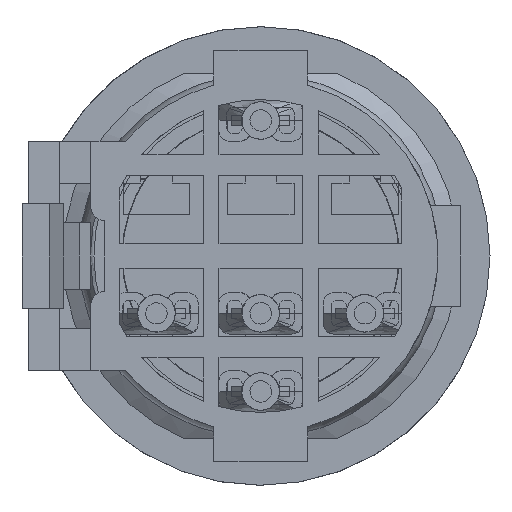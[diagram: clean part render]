
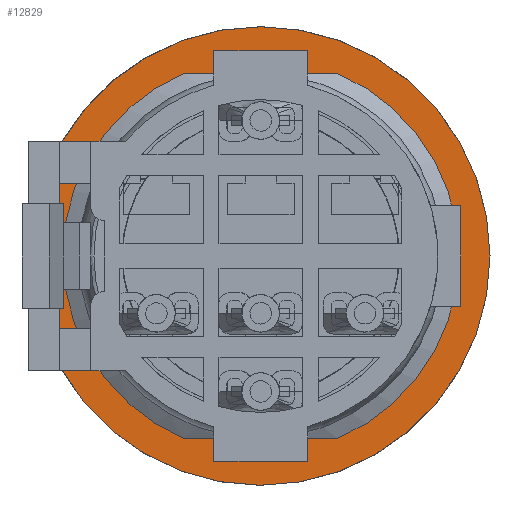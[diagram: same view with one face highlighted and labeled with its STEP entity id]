
A CAD part, front view. The second image highlights one B-rep face of the part: STEP entity #12829.
In plain terms, the highlighted planar face has unit normal (0, -1, 0).
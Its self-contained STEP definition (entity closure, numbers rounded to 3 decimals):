
#155=FACE_BOUND('',#1674,.T.);
#371=CIRCLE('',#13707,8.75);
#372=CIRCLE('',#13708,8.75);
#375=CIRCLE('',#13716,11.);
#376=CIRCLE('',#13717,11.);
#985=FACE_OUTER_BOUND('',#1673,.T.);
#1673=EDGE_LOOP('',(#9437,#9438));
#1674=EDGE_LOOP('',(#9439,#9440));
#5508=VERTEX_POINT('',#19551);
#5509=VERTEX_POINT('',#19552);
#5511=VERTEX_POINT('',#19565);
#5512=VERTEX_POINT('',#19566);
#6970=EDGE_CURVE('',#5508,#5509,#371,.T.);
#6971=EDGE_CURVE('',#5509,#5508,#372,.T.);
#6976=EDGE_CURVE('',#5511,#5512,#375,.T.);
#6977=EDGE_CURVE('',#5512,#5511,#376,.T.);
#9437=ORIENTED_EDGE('',*,*,#6976,.F.);
#9438=ORIENTED_EDGE('',*,*,#6977,.F.);
#9439=ORIENTED_EDGE('',*,*,#6970,.T.);
#9440=ORIENTED_EDGE('',*,*,#6971,.T.);
#12283=PLANE('',#13715);
#12829=ADVANCED_FACE('',(#985,#155),#12283,.T.);
#13707=AXIS2_PLACEMENT_3D('',#19553,#15750,#15751);
#13708=AXIS2_PLACEMENT_3D('',#19554,#15752,#15753);
#13715=AXIS2_PLACEMENT_3D('',#19564,#15768,#15769);
#13716=AXIS2_PLACEMENT_3D('',#19567,#15770,#15771);
#13717=AXIS2_PLACEMENT_3D('',#19568,#15772,#15773);
#15750=DIRECTION('center_axis',(0.,1.,0.));
#15751=DIRECTION('ref_axis',(-1.,0.,0.));
#15752=DIRECTION('center_axis',(0.,1.,0.));
#15753=DIRECTION('ref_axis',(-1.,0.,0.));
#15768=DIRECTION('center_axis',(0.,-1.,0.));
#15769=DIRECTION('ref_axis',(0.,0.,
-1.));
#15770=DIRECTION('center_axis',(0.,1.,0.));
#15771=DIRECTION('ref_axis',(-1.,0.,0.));
#15772=DIRECTION('center_axis',(0.,1.,0.));
#15773=DIRECTION('ref_axis',(-1.,0.,0.));
#19551=CARTESIAN_POINT('',(-8.75,30.,0.));
#19552=CARTESIAN_POINT('',(8.75,30.,0.));
#19553=CARTESIAN_POINT('Origin',(0.,30.,
0.));
#19554=CARTESIAN_POINT('Origin',(0.,30.,
0.));
#19564=CARTESIAN_POINT('Origin',(-9.875,30.,0.));
#19565=CARTESIAN_POINT('',(-5.545,30.,-9.5));
#19566=CARTESIAN_POINT('',(11.,30.,0.));
#19567=CARTESIAN_POINT('Origin',(0.,30.,0.));
#19568=CARTESIAN_POINT('Origin',(0.,30.,0.));
